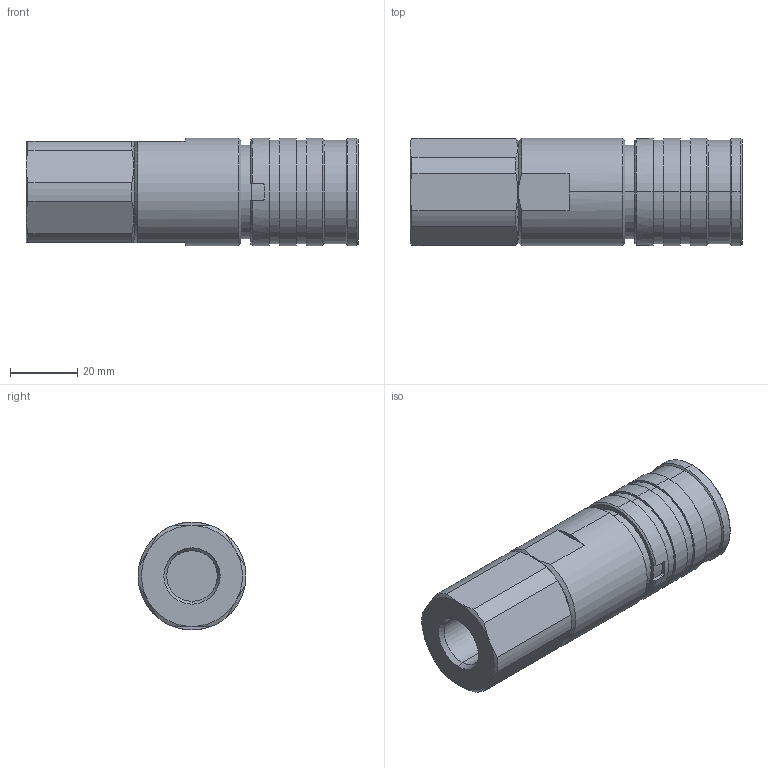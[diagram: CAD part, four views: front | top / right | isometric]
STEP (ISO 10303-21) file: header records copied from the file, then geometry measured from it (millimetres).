
FILE_DESCRIPTION (( 'STEP AP214' ), '1' );
FILE_NAME ('FEC-371-6FB.STEP', '2013-03-25T15:19:46', ( 'admin' ), ( 'Microsoft' ), 'SwSTEP 2.0', 'SolidWorks 2009', '' );
FILE_SCHEMA (( 'AUTOMOTIVE_DESIGN' ));
Length unit declared in the file: millimetre
Products named in the file (1): FEC-371-6FB
Bounding box: 98.55 x 32 x 32 mm (x, y, z)
Volume: 73276.6 mm3; surface area: 13307.4 mm2
Topology: 1 solids, 1 shells, 134 faces, 301 edges, 186 vertices
Faces by surface type: cylinder 53, plane 37, cone 33, torus 11
Entity records: 3887 total; most frequent: CARTESIAN_POINT 826, DIRECTION 682, ORIENTED_EDGE 602, EDGE_CURVE 301, AXIS2_PLACEMENT_3D 290, VERTEX_POINT 186, CIRCLE 155, EDGE_LOOP 151
